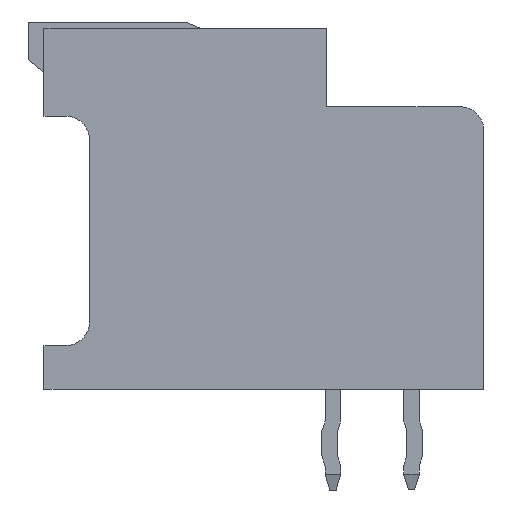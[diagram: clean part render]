
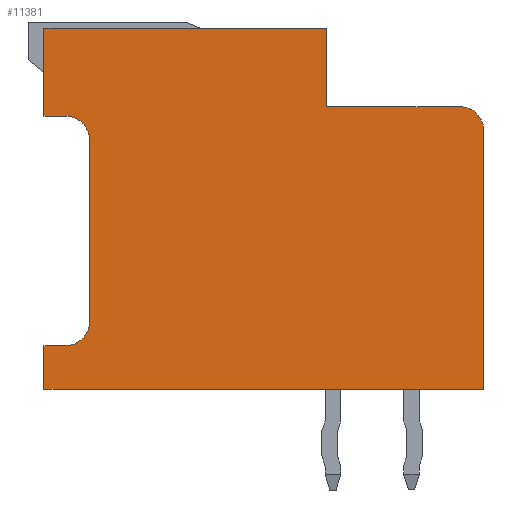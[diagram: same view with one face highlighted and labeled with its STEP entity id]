
A CAD part, left-side view. The second image highlights one B-rep face of the part: STEP entity #11381.
In plain terms, the highlighted face is planar.
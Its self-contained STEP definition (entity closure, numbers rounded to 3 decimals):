
#55=CIRCLE('',#11859,0.75);
#56=CIRCLE('',#11860,0.75);
#57=CIRCLE('',#11861,0.75);
#1619=ORIENTED_EDGE('',*,*,#3340,.T.);
#1620=ORIENTED_EDGE('',*,*,#3341,.T.);
#1621=ORIENTED_EDGE('',*,*,#3342,.T.);
#1622=ORIENTED_EDGE('',*,*,#3343,.T.);
#1623=ORIENTED_EDGE('',*,*,#3344,.T.);
#1624=ORIENTED_EDGE('',*,*,#3345,.T.);
#1625=ORIENTED_EDGE('',*,*,#3346,.T.);
#1626=ORIENTED_EDGE('',*,*,#3347,.F.);
#1627=ORIENTED_EDGE('',*,*,#3348,.T.);
#1628=ORIENTED_EDGE('',*,*,#3349,.F.);
#1629=ORIENTED_EDGE('',*,*,#3333,.T.);
#1630=ORIENTED_EDGE('',*,*,#3350,.T.);
#1631=ORIENTED_EDGE('',*,*,#3351,.T.);
#3333=EDGE_CURVE('',#4223,#4226,#5236,.T.);
#3340=EDGE_CURVE('',#4230,#4231,#5243,.T.);
#3341=EDGE_CURVE('',#4231,#4232,#55,.T.);
#3342=EDGE_CURVE('',#4232,#4233,#5244,.T.);
#3343=EDGE_CURVE('',#4233,#4234,#5245,.T.);
#3344=EDGE_CURVE('',#4234,#4235,#5246,.T.);
#3345=EDGE_CURVE('',#4235,#4236,#5247,.T.);
#3346=EDGE_CURVE('',#4236,#4237,#5248,.T.);
#3347=EDGE_CURVE('',#4238,#4237,#56,.T.);
#3348=EDGE_CURVE('',#4238,#4239,#5249,.T.);
#3349=EDGE_CURVE('',#4223,#4239,#57,.T.);
#3350=EDGE_CURVE('',#4226,#4240,#5250,.T.);
#3351=EDGE_CURVE('',#4240,#4230,#5251,.T.);
#4223=VERTEX_POINT('',#15867);
#4226=VERTEX_POINT('',#15872);
#4230=VERTEX_POINT('',#15886);
#4231=VERTEX_POINT('',#15887);
#4232=VERTEX_POINT('',#15889);
#4233=VERTEX_POINT('',#15891);
#4234=VERTEX_POINT('',#15893);
#4235=VERTEX_POINT('',#15895);
#4236=VERTEX_POINT('',#15897);
#4237=VERTEX_POINT('',#15899);
#4238=VERTEX_POINT('',#15901);
#4239=VERTEX_POINT('',#15903);
#4240=VERTEX_POINT('',#15906);
#5236=LINE('',#15873,#6390);
#5243=LINE('',#15885,#6397);
#5244=LINE('',#15890,#6398);
#5245=LINE('',#15892,#6399);
#5246=LINE('',#15894,#6400);
#5247=LINE('',#15896,#6401);
#5248=LINE('',#15898,#6402);
#5249=LINE('',#15902,#6403);
#5250=LINE('',#15905,#6404);
#5251=LINE('',#15907,#6405);
#6390=VECTOR('',#13502,1000.);
#6397=VECTOR('',#13513,1000.);
#6398=VECTOR('',#13516,1000.);
#6399=VECTOR('',#13517,1000.);
#6400=VECTOR('',#13518,1000.);
#6401=VECTOR('',#13519,1000.);
#6402=VECTOR('',#13520,1000.);
#6403=VECTOR('',#13523,1000.);
#6404=VECTOR('',#13526,1000.);
#6405=VECTOR('',#13527,1000.);
#6985=EDGE_LOOP('',(#1619,#1620,#1621,#1622,#1623,#1624,#1625,#1626,#1627,
#1628,#1629,#1630,#1631));
#7433=FACE_BOUND('',#6985,.T.);
#7870=PLANE('',#11858);
#11381=ADVANCED_FACE('',(#7433),#7870,.T.);
#11858=AXIS2_PLACEMENT_3D('',#15884,#13511,#13512);
#11859=AXIS2_PLACEMENT_3D('',#15888,#13514,#13515);
#11860=AXIS2_PLACEMENT_3D('',#15900,#13521,#13522);
#11861=AXIS2_PLACEMENT_3D('',#15904,#13524,#13525);
#13502=DIRECTION('',(0.,0.,1.));
#13511=DIRECTION('',(1.,0.,0.));
#13512=DIRECTION('',(0.,0.,-1.));
#13513=DIRECTION('',(0.,1.,0.));
#13514=DIRECTION('',(1.,0.,0.));
#13515=DIRECTION('',(0.,0.,-1.));
#13516=DIRECTION('',(0.,0.,1.));
#13517=DIRECTION('',(0.,1.,0.));
#13518=DIRECTION('',(0.,0.,1.));
#13519=DIRECTION('',(0.,-1.,0.));
#13520=DIRECTION('',(0.,0.,-1.));
#13521=DIRECTION('',(1.,0.,0.));
#13522=DIRECTION('',(0.,0.,-1.));
#13523=DIRECTION('',(0.,-1.,0.));
#13524=DIRECTION('',(1.,0.,0.));
#13525=DIRECTION('',(0.,0.,-1.));
#13526=DIRECTION('',(0.,-1.,0.));
#13527=DIRECTION('',(0.,0.,-1.));
#15867=CARTESIAN_POINT('',(5.7,-3.1,6.3));
#15872=CARTESIAN_POINT('',(5.7,-3.1,7.));
#15873=CARTESIAN_POINT('',(5.7,-3.1,5.55));
#15884=CARTESIAN_POINT('',(5.7,0.,0.));
#15885=CARTESIAN_POINT('',(5.7,-4.5,-7.));
#15886=CARTESIAN_POINT('',(5.7,-4.5,-7.));
#15887=CARTESIAN_POINT('',(5.7,3.75,-7.));
#15888=CARTESIAN_POINT('',(5.7,3.75,-6.25));
#15889=CARTESIAN_POINT('',(5.7,4.5,-6.25));
#15890=CARTESIAN_POINT('',(5.7,4.5,-7.));
#15891=CARTESIAN_POINT('',(5.7,4.5,-2.));
#15892=CARTESIAN_POINT('',(5.7,4.5,-2.));
#15893=CARTESIAN_POINT('',(5.7,7.,-2.));
#15894=CARTESIAN_POINT('',(5.7,7.,-2.));
#15895=CARTESIAN_POINT('',(5.7,7.,7.));
#15896=CARTESIAN_POINT('',(5.7,7.,7.));
#15897=CARTESIAN_POINT('',(5.7,4.2,7.));
#15898=CARTESIAN_POINT('',(5.7,4.2,7.));
#15899=CARTESIAN_POINT('',(5.7,4.2,6.3));
#15900=CARTESIAN_POINT('',(5.7,3.45,6.3));
#15901=CARTESIAN_POINT('',(5.7,3.45,5.55));
#15902=CARTESIAN_POINT('',(5.7,4.2,5.55));
#15903=CARTESIAN_POINT('',(5.7,-2.35,5.55));
#15904=CARTESIAN_POINT('',(5.7,-2.35,6.3));
#15905=CARTESIAN_POINT('',(5.7,-3.1,7.));
#15906=CARTESIAN_POINT('',(5.7,-4.5,7.));
#15907=CARTESIAN_POINT('',(5.7,-4.5,7.));
